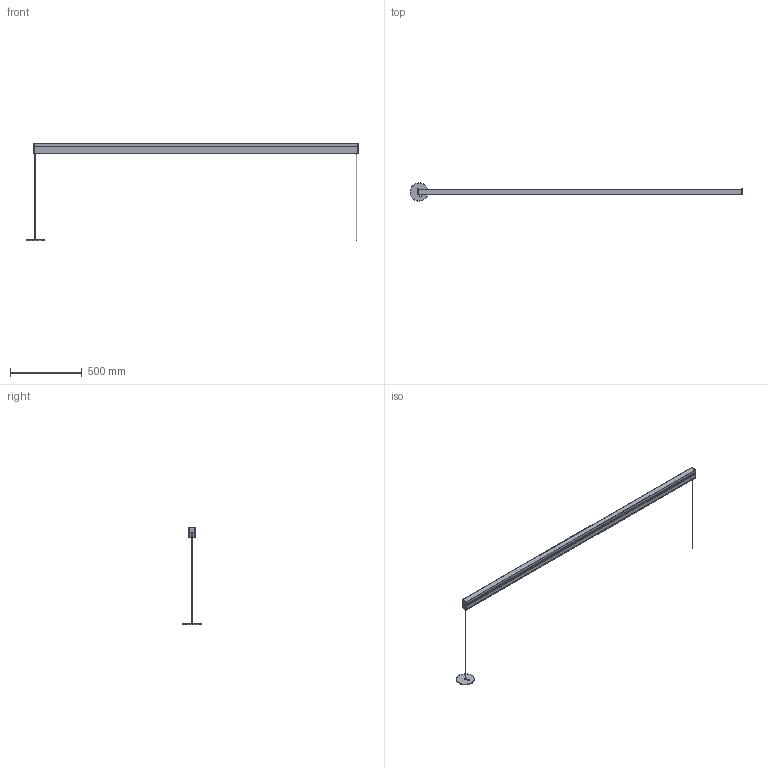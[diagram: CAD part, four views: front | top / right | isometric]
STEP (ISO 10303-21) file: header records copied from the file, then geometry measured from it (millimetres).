
FILE_DESCRIPTION(/* description */ (''),/* implementation_level */ '2;1');
FILE_NAME(/* name */ 'USC-RDLBC8SBXXX_C-LEDBAR SUSP 8FT DIRECT_INDIRECT LED.stp',/* time_stamp */ '2022-01-07T12:54:24-05:00',/* author */ (''),/* organization */ (''),/* preprocessor_version */ 'ST-DEVELOPER v16.7',/* originating_system */ 'SIEMENS PLM Software NX 1911',/* authorisation */ '');
FILE_SCHEMA (('AUTOMOTIVE_DESIGN { 1 0 10303 214 3 1 1 1 }'));
Length unit declared in the file: millimetre
Products named in the file (11): CY103-11589-S28_B-LEDBAR EXT 2GEN 8FT CUT ANO_MODEL; MY103-00042-S25_B-LEDBAR _KAO_ SUSP COVER 89 IND FEED MACH; MY103-00042-S24_B-LEDBAR _KAO_ SUSP COVER 89 IND MACH; CY202-00021-S24_B-LEDBAR KAO SUSP IND DIFFUSER 2GEN 4FT CUT; USC-Y104-00001_--GRIPPER MICRO CABLE 3_64IN BOTTOM EXIT; Y101-11003_B-LEDBAR END CAP SQUARE UNFINISHED; CY202-10998-S28_C-LEDBAR DIFFUSER SQUARE 2GEN 8FT CUT; USC-X312-00044_A-SCREW MACH FT-CTS AL 5_64IN SS 6-32 X 3_4IN; Y102-11972_--CANOPY ROUND 5IN 0.40 CENTER HOLE .625 FEED HOLE WHITE; MY103-11589-S28_C-LEDBAR EXT 2GEN 8FT MACH_MODEL; USC-RDLBC8XBXXX_C-LEDBAR SUSP 8FT DIRECT_INDIRECT LED
Assembly tree (13 placements, depth 3):
  USC-RDLBC8XBXXX_C-LEDBAR SUSP 8FT DIRECT_INDIRECT LED
    Y102-11972_--CANOPY ROUND 5IN 0.40 CENTER HOLE .625 FEED HOLE WHITE
    MY103-11589-S28_C-LEDBAR EXT 2GEN 8FT MACH_MODEL
      CY103-11589-S28_B-LEDBAR EXT 2GEN 8FT CUT ANO_MODEL
    USC-X312-00044_A-SCREW MACH FT-CTS AL 5_64IN SS 6-32 X 3_4IN  x2
    CY202-10998-S28_C-LEDBAR DIFFUSER SQUARE 2GEN 8FT CUT
    Y101-11003_B-LEDBAR END CAP SQUARE UNFINISHED  x2
    USC-Y104-00001_--GRIPPER MICRO CABLE 3_64IN BOTTOM EXIT  x2
    CY202-00021-S24_B-LEDBAR KAO SUSP IND DIFFUSER 2GEN 4FT CUT
    MY103-00042-S24_B-LEDBAR _KAO_ SUSP COVER 89 IND MACH
    MY103-00042-S25_B-LEDBAR _KAO_ SUSP COVER 89 IND FEED MACH
Bounding box: 2317.43 x 126.88 x 681.29 mm (x, y, z)
Volume: 1060768.8 mm3; surface area: 1330943.2 mm2
Topology: 14 solids, 16 shells, 891 faces, 2341 edges, 1492 vertices
Faces by surface type: cylinder 388, plane 328, cone 77, bspline 48, torus 42, sphere 4, extrusion 4
Full cylindrical faces by diameter (mm): 1.778 x6, 3.099 x2, 3.454 x1, 3.658 x4, 4.318 x40, 4.496 x4, 5.08 x2, 6.426 x2, 7.874 x2, 8.89 x1, 9.042 x2
Entity records: 25725 total; most frequent: CARTESIAN_POINT 9378, DIRECTION 3332, ORIENTED_EDGE 3288, EDGE_CURVE 1644, AXIS2_PLACEMENT_3D 1212, VERTEX_POINT 1101, VECTOR 908, LINE 904
